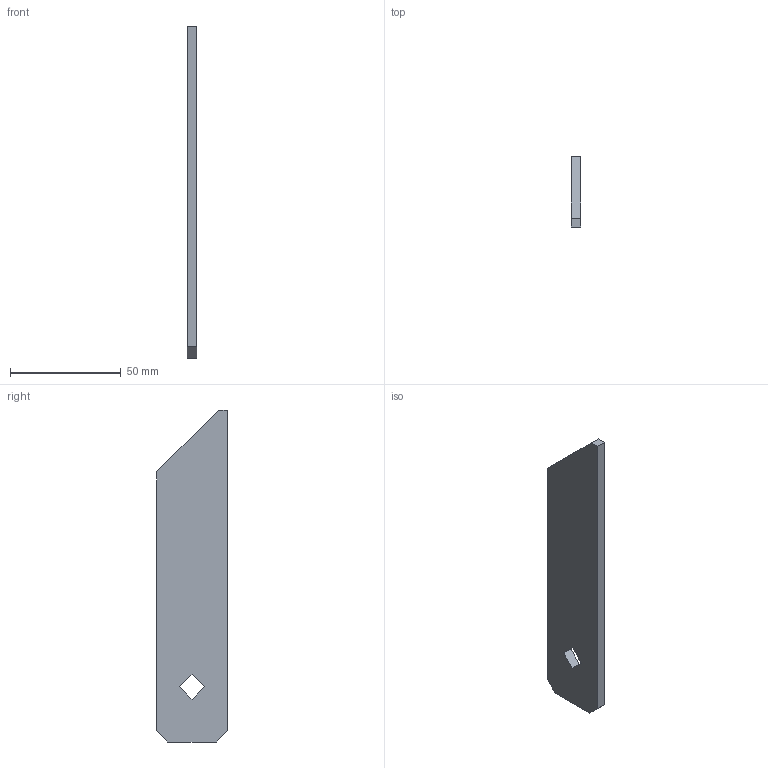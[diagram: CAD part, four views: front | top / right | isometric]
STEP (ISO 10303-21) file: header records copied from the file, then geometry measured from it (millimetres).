
FILE_DESCRIPTION (( 'STEP AP203' ), '1' );
FILE_NAME ('AC-25-N-1.STEP', '2008-09-18T10:18:05', ( ' ' ), ( ' ' ), 'SwSTEP 2.0', 'SolidWorks 2007', '' );
FILE_SCHEMA (( 'CONFIG_CONTROL_DESIGN' ));
Length unit declared in the file: millimetre
Products named in the file (1): AC-25-N-1
Bounding box: 4.5 x 32 x 150 mm (x, y, z)
Volume: 19435.5 mm3; surface area: 10319.8 mm2
Topology: 1 solids, 1 shells, 13 faces, 33 edges, 22 vertices
Faces by surface type: plane 13
Entity records: 468 total; most frequent: CARTESIAN_POINT 69, ORIENTED_EDGE 66, DIRECTION 61, EDGE_CURVE 33, LINE 33, VECTOR 33, VERTEX_POINT 22, EDGE_LOOP 15
